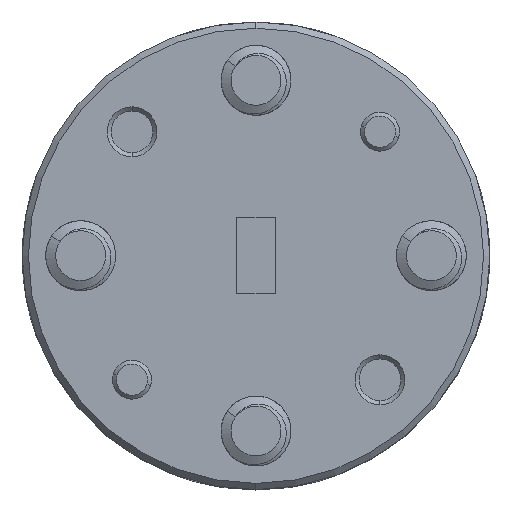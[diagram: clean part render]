
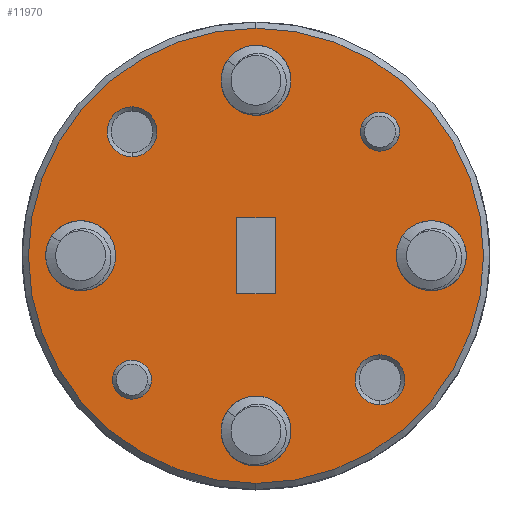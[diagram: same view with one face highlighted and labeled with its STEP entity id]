
A CAD part, top view. The second image highlights one B-rep face of the part: STEP entity #11970.
In plain terms, the highlighted planar face has unit normal (0, 0, 1).
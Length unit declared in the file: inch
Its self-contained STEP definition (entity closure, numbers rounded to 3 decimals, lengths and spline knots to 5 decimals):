
#40 = CARTESIAN_POINT ( 'NONE',  ( -1.57691, 1.02719, 0.28243 ) ) ;
#519 = AXIS2_PLACEMENT_3D ( 'NONE', #9098, #6158, #1479 ) ;
#769 = CARTESIAN_POINT ( 'NONE',  ( -1.37804, 0.82831, 0.28243 ) ) ;
#777 = EDGE_CURVE ( 'NONE', #8237, #5651, #11566, .T. ) ;
#832 = DIRECTION ( 'NONE',  ( 0., 1., 0. ) ) ;
#919 = ORIENTED_EDGE ( 'NONE', *, *, #993, .F. ) ;
#938 = VECTOR ( 'NONE', #4703, 39.37008 ) ;
#993 = EDGE_CURVE ( 'NONE', #5651, #8237, #2478, .T. ) ;
#1105 = VERTEX_POINT ( 'NONE', #6264 ) ;
#1189 = DIRECTION ( 'NONE',  ( 0., 0., 1. ) ) ;
#1305 = ORIENTED_EDGE ( 'NONE', *, *, #8405, .T. ) ;
#1319 = ORIENTED_EDGE ( 'NONE', *, *, #8251, .T. ) ;
#1397 = FACE_BOUND ( 'NONE', #11999, .T. ) ;
#1448 = ORIENTED_EDGE ( 'NONE', *, *, #9109, .T. ) ;
#1479 = DIRECTION ( 'NONE',  ( 0., -1., 0. ) ) ;
#1632 = CIRCLE ( 'NONE', #10009, 0.365 ) ;
#1676 = AXIS2_PLACEMENT_3D ( 'NONE', #8778, #3895, #9652 ) ;
#1736 = EDGE_CURVE ( 'NONE', #6621, #9799, #7532, .T. ) ;
#1886 = AXIS2_PLACEMENT_3D ( 'NONE', #10847, #1189, #9060 ) ;
#1906 = EDGE_LOOP ( 'NONE', ( #1319, #9585 ) ) ;
#2082 = DIRECTION ( 'NONE',  ( 0., -1., 0. ) ) ;
#2357 = AXIS2_PLACEMENT_3D ( 'NONE', #769, #9461, #832 ) ;
#2416 = VERTEX_POINT ( 'NONE', #8505 ) ;
#2439 = LINE ( 'NONE', #11536, #6669 ) ;
#2478 = CIRCLE ( 'NONE', #1676, 0.04 ) ;
#2985 = LINE ( 'NONE', #7795, #4412 ) ;
#3056 = EDGE_CURVE ( 'NONE', #10063, #2416, #3510, .T. ) ;
#3253 = FACE_BOUND ( 'NONE', #4289, .T. ) ;
#3448 = EDGE_LOOP ( 'NONE', ( #1448, #5899, #6483, #1305 ) ) ;
#3482 = VECTOR ( 'NONE', #6310, 39.37008 ) ;
#3491 = LINE ( 'NONE', #8626, #938 ) ;
#3510 = CIRCLE ( 'NONE', #1886, 0.04 ) ;
#3725 = CARTESIAN_POINT ( 'NONE',  ( -1.37804, 0.82831, 0.28243 ) ) ;
#3895 = DIRECTION ( 'NONE',  ( 0., 0., 1. ) ) ;
#4097 = VERTEX_POINT ( 'NONE', #6379 ) ;
#4202 = DIRECTION ( 'NONE',  ( 0., 1., 0. ) ) ;
#4229 = CIRCLE ( 'NONE', #5880, 0.04 ) ;
#4268 = DIRECTION ( 'NONE',  ( 0., 0., -1. ) ) ;
#4289 = EDGE_LOOP ( 'NONE', ( #4914, #8260 ) ) ;
#4299 = CARTESIAN_POINT ( 'NONE',  ( -1.40854, 0.76731, 0.28243 ) ) ;
#4412 = VECTOR ( 'NONE', #12606, 39.37008 ) ;
#4510 = CARTESIAN_POINT ( 'NONE',  ( -1.40854, 0.76731, 0.28243 ) ) ;
#4703 = DIRECTION ( 'NONE',  ( 0., -1., 0. ) ) ;
#4753 = DIRECTION ( 'NONE',  ( 0., 1., 0. ) ) ;
#4914 = ORIENTED_EDGE ( 'NONE', *, *, #3056, .F. ) ;
#5362 = FACE_OUTER_BOUND ( 'NONE', #1906, .T. ) ;
#5651 = VERTEX_POINT ( 'NONE', #8086 ) ;
#5880 = AXIS2_PLACEMENT_3D ( 'NONE', #40, #6884, #2082 ) ;
#5899 = ORIENTED_EDGE ( 'NONE', *, *, #1736, .T. ) ;
#6158 = DIRECTION ( 'NONE',  ( 0., 0., 1. ) ) ;
#6264 = CARTESIAN_POINT ( 'NONE',  ( -1.34754, 0.88931, 0.28243 ) ) ;
#6310 = DIRECTION ( 'NONE',  ( 0., 1., 0. ) ) ;
#6379 = CARTESIAN_POINT ( 'NONE',  ( -1.34754, 0.76731, 0.28243 ) ) ;
#6483 = ORIENTED_EDGE ( 'NONE', *, *, #7389, .T. ) ;
#6508 = EDGE_CURVE ( 'NONE', #8596, #6756, #1632, .T. ) ;
#6621 = VERTEX_POINT ( 'NONE', #4299 ) ;
#6669 = VECTOR ( 'NONE', #7737, 39.37008 ) ;
#6756 = VERTEX_POINT ( 'NONE', #8341 ) ;
#6884 = DIRECTION ( 'NONE',  ( 0., 0., 1. ) ) ;
#7389 = EDGE_CURVE ( 'NONE', #9799, #1105, #2985, .T. ) ;
#7532 = LINE ( 'NONE', #4510, #3482 ) ;
#7737 = DIRECTION ( 'NONE',  ( -1., 0., 0. ) ) ;
#7795 = CARTESIAN_POINT ( 'NONE',  ( -1.34754, 0.88931, 0.28243 ) ) ;
#7875 = CIRCLE ( 'NONE', #2357, 0.365 ) ;
#8086 = CARTESIAN_POINT ( 'NONE',  ( -1.17917, 0.66944, 0.28243 ) ) ;
#8123 = CARTESIAN_POINT ( 'NONE',  ( -1.37804, 0.82831, 0.28243 ) ) ;
#8171 = CARTESIAN_POINT ( 'NONE',  ( -1.40854, 0.88931, 0.28243 ) ) ;
#8227 = CARTESIAN_POINT ( 'NONE',  ( -1.37804, 0.46331, 0.28243 ) ) ;
#8237 = VERTEX_POINT ( 'NONE', #10365 ) ;
#8240 = ORIENTED_EDGE ( 'NONE', *, *, #777, .F. ) ;
#8251 = EDGE_CURVE ( 'NONE', #6756, #8596, #7875, .T. ) ;
#8260 = ORIENTED_EDGE ( 'NONE', *, *, #9619, .F. ) ;
#8341 = CARTESIAN_POINT ( 'NONE',  ( -1.37804, 1.19331, 0.28243 ) ) ;
#8405 = EDGE_CURVE ( 'NONE', #1105, #4097, #3491, .T. ) ;
#8505 = CARTESIAN_POINT ( 'NONE',  ( -1.57691, 1.06719, 0.28243 ) ) ;
#8596 = VERTEX_POINT ( 'NONE', #8227 ) ;
#8626 = CARTESIAN_POINT ( 'NONE',  ( -1.34754, 0.76731, 0.28243 ) ) ;
#8778 = CARTESIAN_POINT ( 'NONE',  ( -1.17917, 0.62944, 0.28243 ) ) ;
#9060 = DIRECTION ( 'NONE',  ( 0., -1., 0. ) ) ;
#9098 = CARTESIAN_POINT ( 'NONE',  ( -1.17917, 0.62944, 0.28243 ) ) ;
#9109 = EDGE_CURVE ( 'NONE', #4097, #6621, #2439, .T. ) ;
#9268 = PLANE ( 'NONE',  #12631 ) ;
#9461 = DIRECTION ( 'NONE',  ( 0., 0., 1. ) ) ;
#9585 = ORIENTED_EDGE ( 'NONE', *, *, #6508, .T. ) ;
#9619 = EDGE_CURVE ( 'NONE', #2416, #10063, #4229, .T. ) ;
#9652 = DIRECTION ( 'NONE',  ( 0., -1., 0. ) ) ;
#9799 = VERTEX_POINT ( 'NONE', #8171 ) ;
#10009 = AXIS2_PLACEMENT_3D ( 'NONE', #3725, #12648, #4753 ) ;
#10063 = VERTEX_POINT ( 'NONE', #12245 ) ;
#10365 = CARTESIAN_POINT ( 'NONE',  ( -1.17917, 0.58944, 0.28243 ) ) ;
#10847 = CARTESIAN_POINT ( 'NONE',  ( -1.57691, 1.02719, 0.28243 ) ) ;
#11129 = FACE_BOUND ( 'NONE', #3448, .T. ) ;
#11536 = CARTESIAN_POINT ( 'NONE',  ( -1.34754, 0.76731, 0.28243 ) ) ;
#11566 = CIRCLE ( 'NONE', #519, 0.04 ) ;
#11970 = ADVANCED_FACE ( 'NONE', ( #5362, #1397, #3253, #11129 ), #9268, .F. ) ;
#11999 = EDGE_LOOP ( 'NONE', ( #8240, #919 ) ) ;
#12245 = CARTESIAN_POINT ( 'NONE',  ( -1.57691, 0.98719, 0.28243 ) ) ;
#12606 = DIRECTION ( 'NONE',  ( 1., 0., 0. ) ) ;
#12631 = AXIS2_PLACEMENT_3D ( 'NONE', #8123, #4268, #4202 ) ;
#12648 = DIRECTION ( 'NONE',  ( 0., 0., 1. ) ) ;
